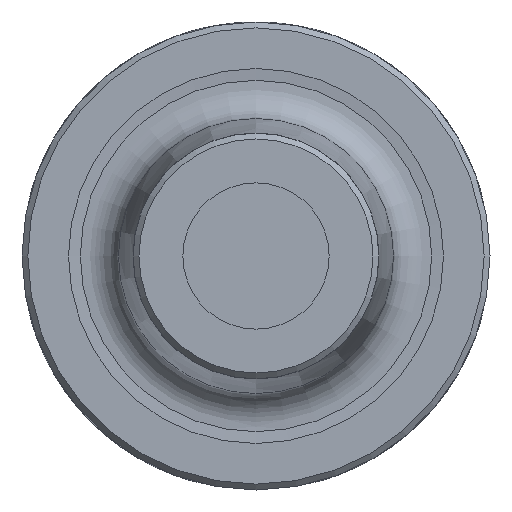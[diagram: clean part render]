
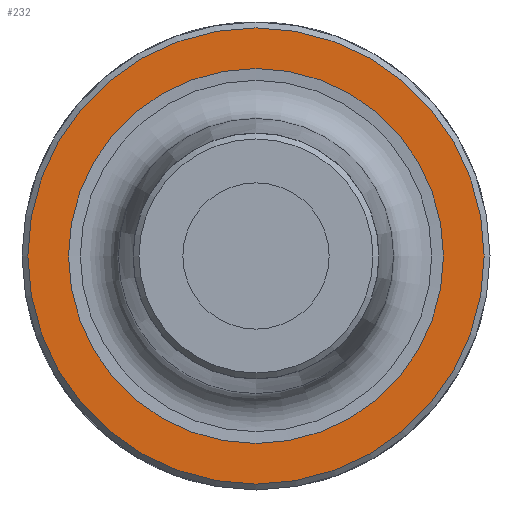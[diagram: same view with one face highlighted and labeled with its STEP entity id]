
A CAD part, left-side view. The second image highlights one B-rep face of the part: STEP entity #232.
In plain terms, the highlighted planar face has unit normal (-1, 0, 0).
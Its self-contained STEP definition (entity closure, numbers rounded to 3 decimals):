
#186=FACE_BOUND('',#340,.T.);
#187=FACE_BOUND('',#341,.T.);
#232=ADVANCED_FACE('',(#186,#187),#255,.F.);
#255=PLANE('',#728);
#340=EDGE_LOOP('',(#482));
#341=EDGE_LOOP('',(#483));
#482=ORIENTED_EDGE('',*,*,#627,.T.);
#483=ORIENTED_EDGE('',*,*,#626,.F.);
#553=VERTEX_POINT('',#1572);
#554=VERTEX_POINT('',#1575);
#626=EDGE_CURVE('',#553,#553,#650,.T.);
#627=EDGE_CURVE('',#554,#554,#651,.T.);
#650=CIRCLE('',#725,16.024);
#651=CIRCLE('',#727,19.5);
#725=AXIS2_PLACEMENT_3D('',#1571,#884,#885);
#727=AXIS2_PLACEMENT_3D('',#1574,#888,#889);
#728=AXIS2_PLACEMENT_3D('',#1576,#890,#891);
#884=DIRECTION('',(-1.,0.,0.));
#885=DIRECTION('',(0.,0.,-1.));
#888=DIRECTION('',(-1.,0.,0.));
#889=DIRECTION('',(0.,0.,-1.));
#890=DIRECTION('',(1.,0.,0.));
#891=DIRECTION('',(0.,0.,-1.));
#1571=CARTESIAN_POINT('',(20.,0.,0.));
#1572=CARTESIAN_POINT('',(20.,0.,-16.024));
#1574=CARTESIAN_POINT('',(20.,0.,0.));
#1575=CARTESIAN_POINT('',(20.,0.,-19.5));
#1576=CARTESIAN_POINT('',(20.,16.024,0.));
